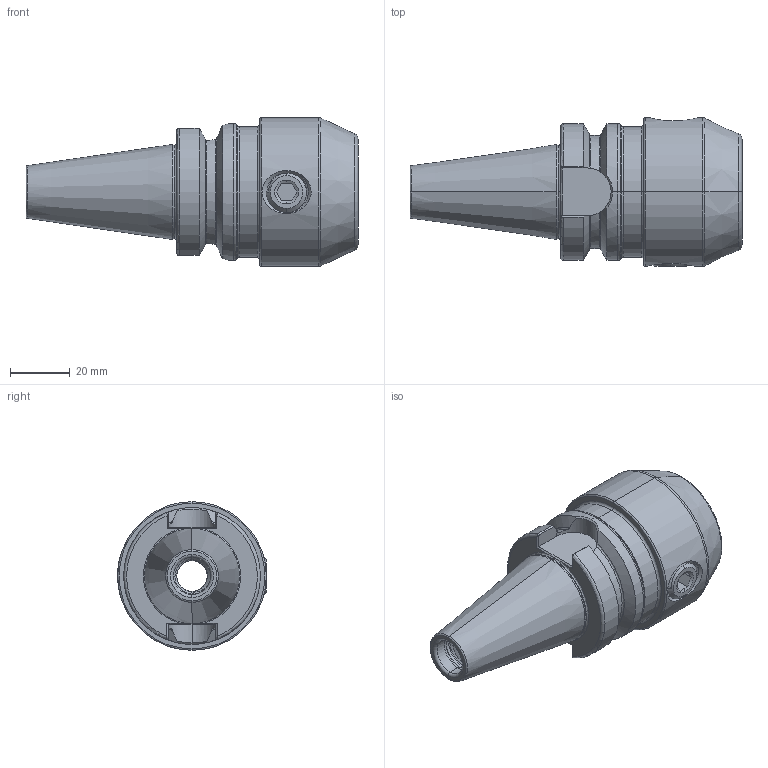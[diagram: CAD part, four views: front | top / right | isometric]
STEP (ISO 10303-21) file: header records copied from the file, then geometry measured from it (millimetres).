
FILE_DESCRIPTION (( 'STEP AP203' ), '1' );
FILE_NAME ('305.04.18.STEP', '2016-08-01T08:10:08', ( '' ), ( '' ), 'SwSTEP 2.0', 'SolidWorks 2012', '' );
FILE_SCHEMA (( 'CONFIG_CONTROL_DESIGN' ));
Length unit declared in the file: millimetre
Products named in the file (3): 305.04.18; 側固14_M14x2_16L
Assembly tree (2 placements, depth 2):
  305.04.18
    305.04.18
    側固14_M14x2_16L
Bounding box: 111.6 x 50 x 50 mm (x, y, z)
Volume: 104248.9 mm3; surface area: 23852.8 mm2
Topology: 2 solids, 2 shells, 199 faces, 507 edges, 317 vertices
Faces by surface type: cylinder 73, plane 40, torus 32, cone 31, bspline 21, sphere 2
Entity records: 16118 total; most frequent: CARTESIAN_POINT 11544, ORIENTED_EDGE 1010, DIRECTION 777, EDGE_CURVE 505, VERTEX_POINT 317, AXIS2_PLACEMENT_3D 314, EDGE_LOOP 210, ADVANCED_FACE 199
